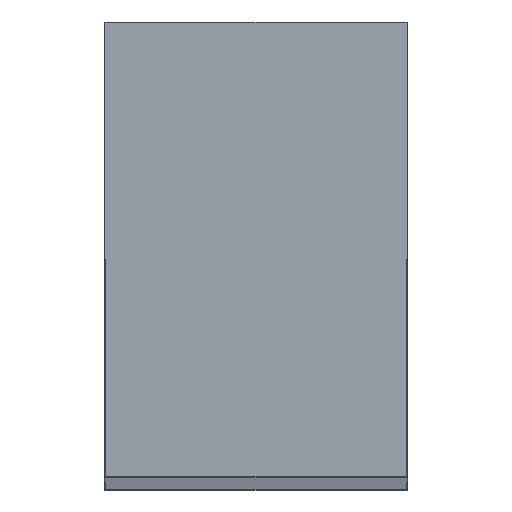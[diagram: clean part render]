
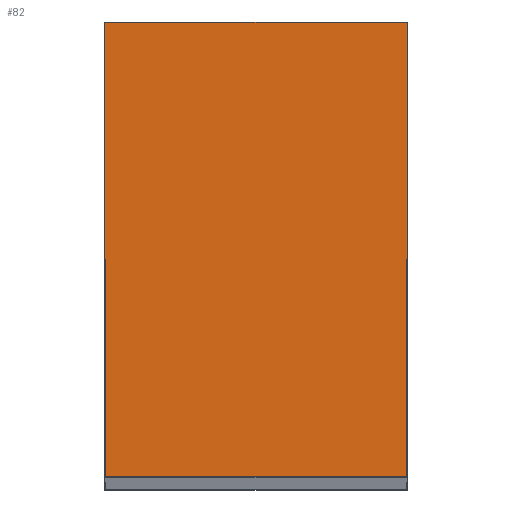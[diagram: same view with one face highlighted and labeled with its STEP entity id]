
A CAD part, top view. The second image highlights one B-rep face of the part: STEP entity #82.
In plain terms, the highlighted planar face has unit normal (0, 0, 1).
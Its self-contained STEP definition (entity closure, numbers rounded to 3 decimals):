
#33 = AXIS2_PLACEMENT_3D ( 'NONE', #203, #411, #120 ) ;
#35 = VERTEX_POINT ( 'NONE', #413 ) ;
#65 = VECTOR ( 'NONE', #189, 1000. ) ;
#74 = VECTOR ( 'NONE', #127, 1000. ) ;
#76 = VERTEX_POINT ( 'NONE', #288 ) ;
#82 = ADVANCED_FACE ( 'NONE', ( #269 ), #160, .T. ) ;
#120 = DIRECTION ( 'NONE',  ( 1., 0., 0. ) ) ;
#127 = DIRECTION ( 'NONE',  ( 0., -1., 0. ) ) ;
#141 = VECTOR ( 'NONE', #451, 1000. ) ;
#160 = PLANE ( 'NONE',  #33 ) ;
#162 = LINE ( 'NONE', #226, #74 ) ;
#165 = EDGE_CURVE ( 'NONE', #449, #309, #410, .T. ) ;
#170 = VECTOR ( 'NONE', #260, 1000. ) ;
#189 = DIRECTION ( 'NONE',  ( 1., 0., 0. ) ) ;
#203 = CARTESIAN_POINT ( 'NONE',  ( 0., 0., 1000. ) ) ;
#218 = EDGE_LOOP ( 'NONE', ( #483, #259, #244, #228 ) ) ;
#224 = EDGE_CURVE ( 'NONE', #35, #76, #359, .T. ) ;
#226 = CARTESIAN_POINT ( 'NONE',  ( -24.998, 28.973, 1000. ) ) ;
#228 = ORIENTED_EDGE ( 'NONE', *, *, #165, .T. ) ;
#244 = ORIENTED_EDGE ( 'NONE', *, *, #394, .T. ) ;
#259 = ORIENTED_EDGE ( 'NONE', *, *, #224, .T. ) ;
#260 = DIRECTION ( 'NONE',  ( 0., 1., 0. ) ) ;
#262 = CARTESIAN_POINT ( 'NONE',  ( 25.202, 28.973, 1000. ) ) ;
#269 = FACE_OUTER_BOUND ( 'NONE', #218, .T. ) ;
#284 = LINE ( 'NONE', #399, #170 ) ;
#288 = CARTESIAN_POINT ( 'NONE',  ( 25.202, -46.627, 1000. ) ) ;
#309 = VERTEX_POINT ( 'NONE', #475 ) ;
#311 = EDGE_CURVE ( 'NONE', #309, #35, #162, .T. ) ;
#319 = CARTESIAN_POINT ( 'NONE',  ( -24.998, -46.627, 1000. ) ) ;
#334 = CARTESIAN_POINT ( 'NONE',  ( -24.998, 28.973, 1000. ) ) ;
#359 = LINE ( 'NONE', #319, #65 ) ;
#394 = EDGE_CURVE ( 'NONE', #76, #449, #284, .T. ) ;
#399 = CARTESIAN_POINT ( 'NONE',  ( 25.202, 28.973, 1000. ) ) ;
#410 = LINE ( 'NONE', #334, #141 ) ;
#411 = DIRECTION ( 'NONE',  ( 0., 0., 1. ) ) ;
#413 = CARTESIAN_POINT ( 'NONE',  ( -24.998, -46.627, 1000. ) ) ;
#449 = VERTEX_POINT ( 'NONE', #262 ) ;
#451 = DIRECTION ( 'NONE',  ( -1., 0., 0. ) ) ;
#475 = CARTESIAN_POINT ( 'NONE',  ( -24.998, 28.973, 1000. ) ) ;
#483 = ORIENTED_EDGE ( 'NONE', *, *, #311, .T. ) ;
